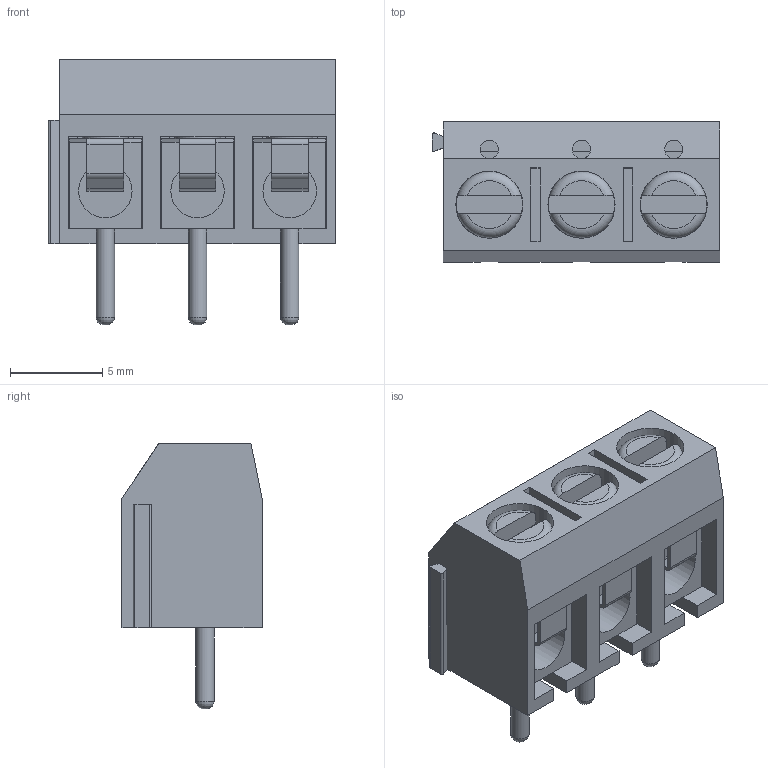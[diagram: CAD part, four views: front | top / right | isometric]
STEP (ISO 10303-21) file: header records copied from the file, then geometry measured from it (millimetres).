
FILE_DESCRIPTION(('FreeCAD Model'),'2;1');
FILE_NAME('DG301-5.0-3.step','2016-10-18T16:44:49',('Author'),('' ),'Open CASCADE STEP processor 6.8','FreeCAD','Unknown');
FILE_SCHEMA(('AUTOMOTIVE_DESIGN_CC2 { 1 2 10303 214 -1 1 5 4 }'));
Length unit declared in the file: millimetre
Products named in the file (2): ASSEMBLY; DG301-5.0-03
Assembly tree (1 placements, depth 2):
  ASSEMBLY
    DG301-5.0-03
Bounding box: 15.6 x 7.6 x 14.4 mm (x, y, z)
Volume: 753.8 mm3; surface area: 1951.5 mm2
Topology: 1 solids, 1 shells, 246 faces, 660 edges, 427 vertices
Faces by surface type: plane 176, cylinder 52, torus 9, cone 6, revolution 3
Full cylindrical faces by diameter (mm): 1 x6, 1.8 x3, 2 x3, 2.5 x3, 2.6 x3, 2.9 x3, 3 x3, 3.6 x3, 3.64 x3
Entity records: 24987 total; most frequent: CARTESIAN_POINT 10388, DIRECTION 2263, LINE 1450, VECTOR 1450, ORIENTED_EDGE 1320, PCURVE 1320, DEFINITIONAL_REPRESENTATION 1320, EDGE_CURVE 660
